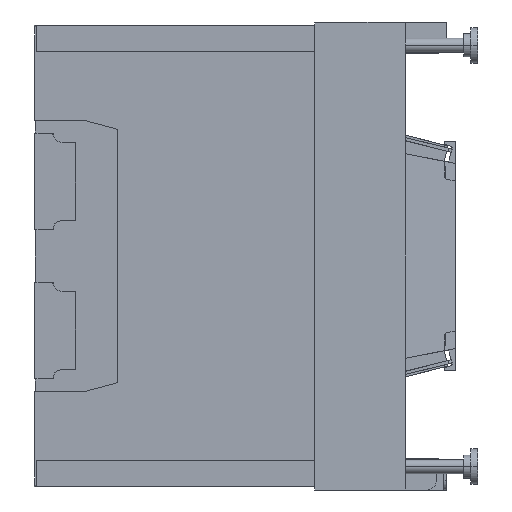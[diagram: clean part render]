
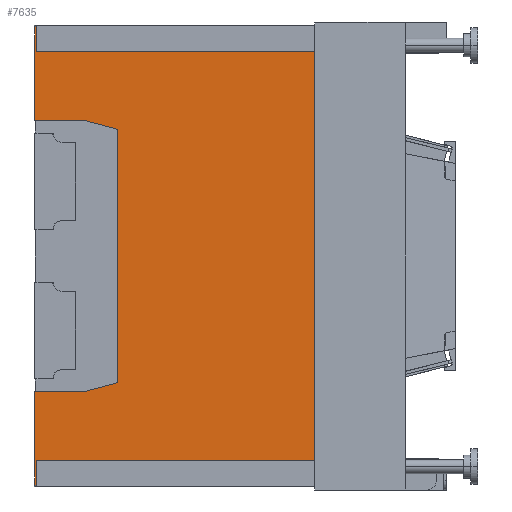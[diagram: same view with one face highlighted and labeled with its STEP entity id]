
A CAD part, left-side view. The second image highlights one B-rep face of the part: STEP entity #7635.
In plain terms, the highlighted face is planar.
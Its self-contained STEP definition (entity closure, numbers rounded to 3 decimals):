
#7227=CARTESIAN_POINT('Vertex',(-115.25,129.022,0.4)) ;
#7262=CARTESIAN_POINT('Vertex',(-129.25,129.022,0.4)) ;
#7265=CARTESIAN_POINT('Line Origine',(-122.25,129.022,0.4)) ;
#7291=CARTESIAN_POINT('Vertex',(-115.25,-32.1,0.4)) ;
#7299=CARTESIAN_POINT('Line Origine',(-115.25,48.461,0.4)) ;
#7534=CARTESIAN_POINT('Axis2P3D Location',(0.,128.9,0.4)) ;
#7539=CARTESIAN_POINT('Line Origine',(-76.5,42.4,0.4)) ;
#7543=CARTESIAN_POINT('Vertex',(-76.5,102.05,0.4)) ;
#7545=CARTESIAN_POINT('Vertex',(-76.5,129.9,0.4)) ;
#7549=CARTESIAN_POINT('Control Point',(-76.5,102.05,0.4)) ;
#7550=CARTESIAN_POINT('Control Point',(-71.503,83.4,0.4)) ;
#7551=CARTESIAN_POINT('Vertex',(-71.503,83.4,0.4)) ;
#7554=CARTESIAN_POINT('Line Origine',(0.,83.4,0.4)) ;
#7558=CARTESIAN_POINT('Vertex',(71.503,83.4,0.4)) ;
#7562=CARTESIAN_POINT('Control Point',(76.5,102.05,0.4)) ;
#7563=CARTESIAN_POINT('Control Point',(71.503,83.4,0.4)) ;
#7564=CARTESIAN_POINT('Vertex',(76.5,102.05,0.4)) ;
#7567=CARTESIAN_POINT('Line Origine',(76.5,42.4,0.4)) ;
#7571=CARTESIAN_POINT('Vertex',(76.5,129.9,0.4)) ;
#7574=CARTESIAN_POINT('Line Origine',(0.,129.9,0.4)) ;
#7578=CARTESIAN_POINT('Vertex',(129.25,129.9,0.4)) ;
#7581=CARTESIAN_POINT('Line Origine',(129.25,42.4,0.4)) ;
#7585=CARTESIAN_POINT('Vertex',(129.25,129.022,0.4)) ;
#7588=CARTESIAN_POINT('Line Origine',(0.,129.022,0.4)) ;
#7592=CARTESIAN_POINT('Vertex',(115.25,129.022,0.4)) ;
#7595=CARTESIAN_POINT('Line Origine',(115.25,42.4,0.4)) ;
#7599=CARTESIAN_POINT('Vertex',(115.25,-32.1,0.4)) ;
#7602=CARTESIAN_POINT('Line Origine',(0.,-32.1,0.4)) ;
#7607=CARTESIAN_POINT('Line Origine',(-129.25,42.4,0.4)) ;
#7611=CARTESIAN_POINT('Vertex',(-129.25,129.9,0.4)) ;
#7614=CARTESIAN_POINT('Line Origine',(0.,129.9,0.4)) ;
#7267=VECTOR('Line Direction',#7266,1.) ;
#7301=VECTOR('Line Direction',#7300,1.) ;
#7541=VECTOR('Line Direction',#7540,1.) ;
#7556=VECTOR('Line Direction',#7555,1.) ;
#7569=VECTOR('Line Direction',#7568,1.) ;
#7576=VECTOR('Line Direction',#7575,1.) ;
#7583=VECTOR('Line Direction',#7582,1.) ;
#7590=VECTOR('Line Direction',#7589,1.) ;
#7597=VECTOR('Line Direction',#7596,1.) ;
#7604=VECTOR('Line Direction',#7603,1.) ;
#7609=VECTOR('Line Direction',#7608,1.) ;
#7616=VECTOR('Line Direction',#7615,1.) ;
#7266=DIRECTION('Vector Direction',(-1.,0.,0.)) ;
#7300=DIRECTION('Vector Direction',(0.,1.,0.)) ;
#7535=DIRECTION('Axis2P3D Direction',(-0.,0.,1.)) ;
#7536=DIRECTION('Axis2P3D XDirection',(0.,-1.,0.)) ;
#7540=DIRECTION('Vector Direction',(0.,-1.,0.)) ;
#7555=DIRECTION('Vector Direction',(1.,0.,0.)) ;
#7568=DIRECTION('Vector Direction',(0.,-1.,0.)) ;
#7575=DIRECTION('Vector Direction',(1.,0.,0.)) ;
#7582=DIRECTION('Vector Direction',(0.,-1.,0.)) ;
#7589=DIRECTION('Vector Direction',(1.,0.,0.)) ;
#7596=DIRECTION('Vector Direction',(0.,-1.,0.)) ;
#7603=DIRECTION('Vector Direction',(1.,0.,0.)) ;
#7608=DIRECTION('Vector Direction',(0.,-1.,0.)) ;
#7615=DIRECTION('Vector Direction',(1.,0.,0.)) ;
#7537=AXIS2_PLACEMENT_3D('Plane Axis2P3D',#7534,#7535,#7536) ;
#7268=LINE('Line',#7265,#7267) ;
#7302=LINE('Line',#7299,#7301) ;
#7542=LINE('Line',#7539,#7541) ;
#7557=LINE('Line',#7554,#7556) ;
#7570=LINE('Line',#7567,#7569) ;
#7577=LINE('Line',#7574,#7576) ;
#7584=LINE('Line',#7581,#7583) ;
#7591=LINE('Line',#7588,#7590) ;
#7598=LINE('Line',#7595,#7597) ;
#7605=LINE('Line',#7602,#7604) ;
#7610=LINE('Line',#7607,#7609) ;
#7617=LINE('Line',#7614,#7616) ;
#7538=PLANE('',#7537) ;
#7269=EDGE_CURVE('',#7228,#7263,#7268,.T.) ;
#7303=EDGE_CURVE('',#7292,#7228,#7302,.T.) ;
#7547=EDGE_CURVE('',#7544,#7546,#7542,.F.) ;
#7553=EDGE_CURVE('',#7552,#7544,#7548,.F.) ;
#7560=EDGE_CURVE('',#7559,#7552,#7557,.F.) ;
#7566=EDGE_CURVE('',#7565,#7559,#7561,.T.) ;
#7573=EDGE_CURVE('',#7572,#7565,#7570,.T.) ;
#7580=EDGE_CURVE('',#7579,#7572,#7577,.F.) ;
#7587=EDGE_CURVE('',#7586,#7579,#7584,.F.) ;
#7594=EDGE_CURVE('',#7586,#7593,#7591,.F.) ;
#7601=EDGE_CURVE('',#7593,#7600,#7598,.T.) ;
#7606=EDGE_CURVE('',#7292,#7600,#7605,.T.) ;
#7613=EDGE_CURVE('',#7612,#7263,#7610,.T.) ;
#7618=EDGE_CURVE('',#7546,#7612,#7617,.F.) ;
#7620=ORIENTED_EDGE('',*,*,#7547,.F.) ;
#7621=ORIENTED_EDGE('',*,*,#7553,.F.) ;
#7622=ORIENTED_EDGE('',*,*,#7560,.F.) ;
#7623=ORIENTED_EDGE('',*,*,#7566,.F.) ;
#7624=ORIENTED_EDGE('',*,*,#7573,.F.) ;
#7625=ORIENTED_EDGE('',*,*,#7580,.F.) ;
#7626=ORIENTED_EDGE('',*,*,#7587,.F.) ;
#7627=ORIENTED_EDGE('',*,*,#7594,.T.) ;
#7628=ORIENTED_EDGE('',*,*,#7601,.T.) ;
#7629=ORIENTED_EDGE('',*,*,#7606,.F.) ;
#7630=ORIENTED_EDGE('',*,*,#7303,.T.) ;
#7631=ORIENTED_EDGE('',*,*,#7269,.T.) ;
#7632=ORIENTED_EDGE('',*,*,#7613,.F.) ;
#7633=ORIENTED_EDGE('',*,*,#7618,.F.) ;
#7619=EDGE_LOOP('',(#7620,#7621,#7622,#7623,#7624,#7625,#7626,#7627,#7628,#7629,#7630,#7631,#7632,#7633)) ;
#7228=VERTEX_POINT('',#7227) ;
#7263=VERTEX_POINT('',#7262) ;
#7292=VERTEX_POINT('',#7291) ;
#7544=VERTEX_POINT('',#7543) ;
#7546=VERTEX_POINT('',#7545) ;
#7552=VERTEX_POINT('',#7551) ;
#7559=VERTEX_POINT('',#7558) ;
#7565=VERTEX_POINT('',#7564) ;
#7572=VERTEX_POINT('',#7571) ;
#7579=VERTEX_POINT('',#7578) ;
#7586=VERTEX_POINT('',#7585) ;
#7593=VERTEX_POINT('',#7592) ;
#7600=VERTEX_POINT('',#7599) ;
#7612=VERTEX_POINT('',#7611) ;
#7635=ADVANCED_FACE('Corps principal',(#7634),#7538,.F.) ;
#7548=B_SPLINE_CURVE_WITH_KNOTS('',1,(#7549,#7550),.UNSPECIFIED.,.F.,.U.,(2,2),(-9.654,9.654),.UNSPECIFIED.) ;
#7561=B_SPLINE_CURVE_WITH_KNOTS('',1,(#7562,#7563),.UNSPECIFIED.,.F.,.U.,(2,2),(-9.654,9.654),.UNSPECIFIED.) ;
#7634=FACE_OUTER_BOUND('',#7619,.T.) ;
